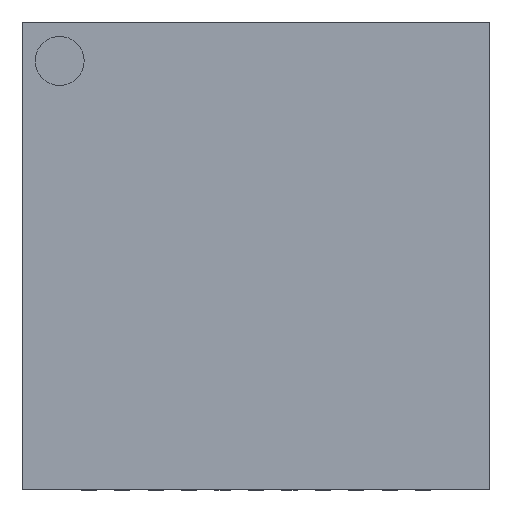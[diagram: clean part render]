
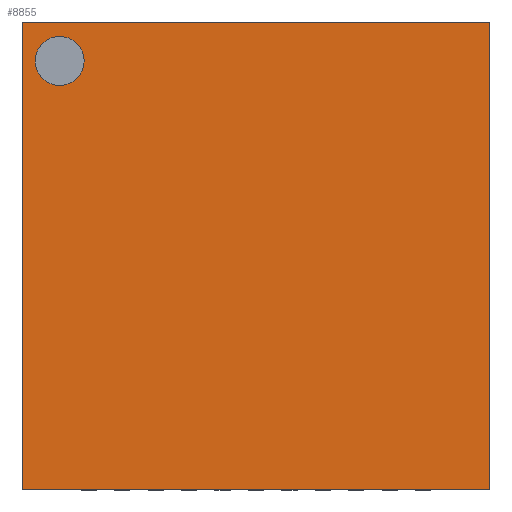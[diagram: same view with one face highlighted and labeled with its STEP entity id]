
A CAD part, top view. The second image highlights one B-rep face of the part: STEP entity #8855.
In plain terms, the highlighted planar face has unit normal (0, 0, 1).
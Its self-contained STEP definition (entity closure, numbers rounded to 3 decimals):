
#182 = CIRCLE ( 'NONE', #345, 0.367 ) ;
#279 = VERTEX_POINT ( 'NONE', #4468 ) ;
#345 = AXIS2_PLACEMENT_3D ( 'NONE', #1144, #4915, #8727 ) ;
#443 = CARTESIAN_POINT ( 'NONE',  ( 3.5, -3.5, 0.8 ) ) ;
#488 = DIRECTION ( 'NONE',  ( 1., 0., 0. ) ) ;
#558 = CARTESIAN_POINT ( 'NONE',  ( 3.5, -3.5, 0.8 ) ) ;
#1124 = VECTOR ( 'NONE', #8016, 1000. ) ;
#1144 = CARTESIAN_POINT ( 'NONE',  ( -2.938, 2.918, 0.8 ) ) ;
#1186 = PLANE ( 'NONE',  #6546 ) ;
#1261 = DIRECTION ( 'NONE',  ( -1., 0., 0. ) ) ;
#1298 = CARTESIAN_POINT ( 'NONE',  ( -3.5, 3.5, 0.8 ) ) ;
#1376 = ORIENTED_EDGE ( 'NONE', *, *, #1885, .F. ) ;
#1448 = EDGE_CURVE ( 'NONE', #279, #2419, #2054, .T. ) ;
#1707 = ORIENTED_EDGE ( 'NONE', *, *, #2395, .T. ) ;
#1730 = VECTOR ( 'NONE', #8659, 1000. ) ;
#1885 = EDGE_CURVE ( 'NONE', #8285, #7430, #182, .T. ) ;
#1991 = LINE ( 'NONE', #558, #1124 ) ;
#2054 = LINE ( 'NONE', #1298, #5773 ) ;
#2090 = EDGE_CURVE ( 'NONE', #7430, #8285, #9301, .T. ) ;
#2395 = EDGE_CURVE ( 'NONE', #7345, #279, #1991, .T. ) ;
#2406 = EDGE_CURVE ( 'NONE', #2419, #4701, #2775, .T. ) ;
#2419 = VERTEX_POINT ( 'NONE', #7157 ) ;
#2667 = FACE_OUTER_BOUND ( 'NONE', #6699, .T. ) ;
#2775 = LINE ( 'NONE', #2832, #1730 ) ;
#2832 = CARTESIAN_POINT ( 'NONE',  ( -3.5, -3.5, 0.8 ) ) ;
#3360 = ORIENTED_EDGE ( 'NONE', *, *, #9205, .T. ) ;
#3902 = ORIENTED_EDGE ( 'NONE', *, *, #1448, .T. ) ;
#4162 = CARTESIAN_POINT ( 'NONE',  ( -3.304, 2.918, 0.8 ) ) ;
#4401 = ORIENTED_EDGE ( 'NONE', *, *, #2090, .F. ) ;
#4468 = CARTESIAN_POINT ( 'NONE',  ( 3.5, 3.5, 0.8 ) ) ;
#4701 = VERTEX_POINT ( 'NONE', #6931 ) ;
#4781 = ORIENTED_EDGE ( 'NONE', *, *, #2406, .T. ) ;
#4915 = DIRECTION ( 'NONE',  ( 0., 0., 1. ) ) ;
#5007 = LINE ( 'NONE', #8032, #8610 ) ;
#5695 = DIRECTION ( 'NONE',  ( -1., 0., 0. ) ) ;
#5773 = VECTOR ( 'NONE', #1261, 1000. ) ;
#5800 = CARTESIAN_POINT ( 'NONE',  ( -2.938, 2.918, 0.8 ) ) ;
#6546 = AXIS2_PLACEMENT_3D ( 'NONE', #7272, #8584, #5695 ) ;
#6699 = EDGE_LOOP ( 'NONE', ( #1707, #3902, #4781, #3360 ) ) ;
#6931 = CARTESIAN_POINT ( 'NONE',  ( -3.5, -3.5, 0.8 ) ) ;
#7157 = CARTESIAN_POINT ( 'NONE',  ( -3.5, 3.5, 0.8 ) ) ;
#7272 = CARTESIAN_POINT ( 'NONE',  ( 0., 0., 0.8 ) ) ;
#7345 = VERTEX_POINT ( 'NONE', #443 ) ;
#7430 = VERTEX_POINT ( 'NONE', #9004 ) ;
#7559 = AXIS2_PLACEMENT_3D ( 'NONE', #5800, #8877, #8917 ) ;
#7892 = FACE_BOUND ( 'NONE', #7940, .T. ) ;
#7940 = EDGE_LOOP ( 'NONE', ( #4401, #1376 ) ) ;
#8016 = DIRECTION ( 'NONE',  ( 0., 1., 0. ) ) ;
#8032 = CARTESIAN_POINT ( 'NONE',  ( -3.5, -3.5, 0.8 ) ) ;
#8285 = VERTEX_POINT ( 'NONE', #4162 ) ;
#8584 = DIRECTION ( 'NONE',  ( 0., 0., -1. ) ) ;
#8610 = VECTOR ( 'NONE', #488, 1000. ) ;
#8659 = DIRECTION ( 'NONE',  ( 0., -1., 0. ) ) ;
#8727 = DIRECTION ( 'NONE',  ( 1., 0., 0. ) ) ;
#8855 = ADVANCED_FACE ( 'NONE', ( #7892, #2667 ), #1186, .F. ) ;
#8877 = DIRECTION ( 'NONE',  ( 0., 0., 1. ) ) ;
#8917 = DIRECTION ( 'NONE',  ( 1., 0., 0. ) ) ;
#9004 = CARTESIAN_POINT ( 'NONE',  ( -2.571, 2.918, 0.8 ) ) ;
#9205 = EDGE_CURVE ( 'NONE', #4701, #7345, #5007, .T. ) ;
#9301 = CIRCLE ( 'NONE', #7559, 0.367 ) ;
